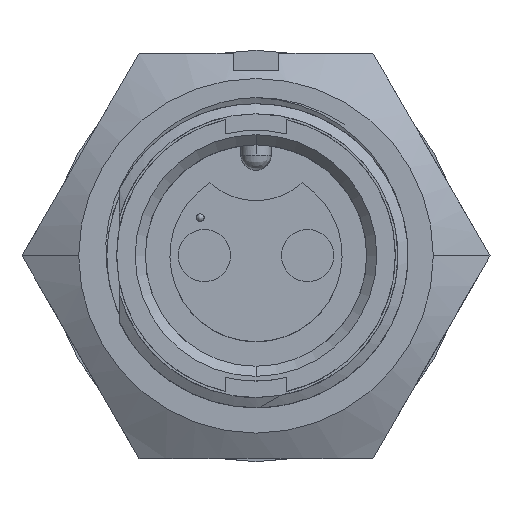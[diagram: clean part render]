
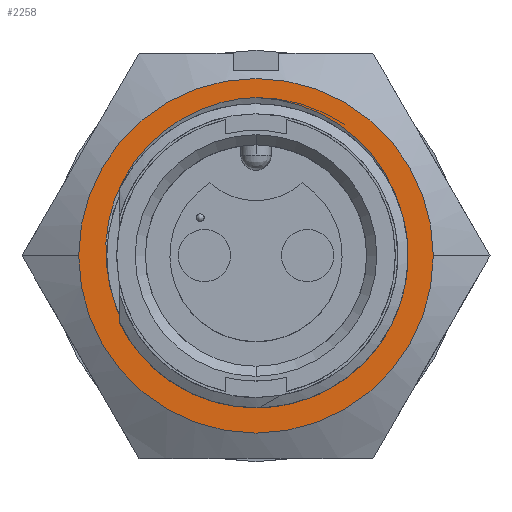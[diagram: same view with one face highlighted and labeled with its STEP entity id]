
A CAD part, top view. The second image highlights one B-rep face of the part: STEP entity #2258.
In plain terms, the highlighted planar face has unit normal (0, 0, 1).
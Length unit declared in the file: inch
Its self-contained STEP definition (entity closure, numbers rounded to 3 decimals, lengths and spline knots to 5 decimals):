
#36 = VERTEX_POINT ( 'NONE', #610 ) ;
#110 = CARTESIAN_POINT ( 'NONE',  ( -0.28876, -0.05788, -0.319 ) ) ;
#164 = CARTESIAN_POINT ( 'NONE',  ( 0., 0.3125, -0.319 ) ) ;
#211 = CARTESIAN_POINT ( 'NONE',  ( 0.35, 0., -0.319 ) ) ;
#326 = VERTEX_POINT ( 'NONE', #110 ) ;
#420 = VERTEX_POINT ( 'NONE', #164 ) ;
#533 = CARTESIAN_POINT ( 'NONE',  ( -0.35, 0., -0.319 ) ) ;
#561 = VERTEX_POINT ( 'NONE', #533 ) ;
#610 = CARTESIAN_POINT ( 'NONE',  ( 0.28876, -0.05788, -0.319 ) ) ;
#651 = VERTEX_POINT ( 'NONE', #211 ) ;
#1050 = ORIENTED_EDGE ( 'NONE', *, *, #2603, .T. ) ;
#1244 = ORIENTED_EDGE ( 'NONE', *, *, #2725, .F. ) ;
#1288 = ORIENTED_EDGE ( 'NONE', *, *, #2230, .F. ) ;
#1300 = ORIENTED_EDGE ( 'NONE', *, *, #2451, .T. ) ;
#1309 = ORIENTED_EDGE ( 'NONE', *, *, #2772, .F. ) ;
#1642 = EDGE_LOOP ( 'NONE', ( #1244, #1309 ) ) ;
#1681 = EDGE_LOOP ( 'NONE', ( #1050, #1288, #1300 ) ) ;
#1926 = B_SPLINE_CURVE_WITH_KNOTS ( 'NONE', 3,
 ( #10481, #10482, #10483, #10484, #10485, #10486, #10487, #10488, #10489, #10490, #10491, #10492, #10493, #10494, #10495, #10496, #10497, #10498, #10499, #10500, #10501, #10502, #10503, #10504 ),
 .UNSPECIFIED., .F., .F.,
 ( 4, 2, 2, 2, 2, 2, 2, 2, 2, 2, 2, 4 ),
 ( 0., 0.00086, 0.00171, 0.00343, 0.00514, 0.00686, 0.00857, 0.00943, 0.01029, 0.01115, 0.012, 0.01372 ),
 .UNSPECIFIED. ) ;
#1977 = B_SPLINE_CURVE_WITH_KNOTS ( 'NONE', 3,
 ( #7640, #7641, #7642, #7643, #7644, #7645, #7646, #7647, #7648, #7649, #7650, #7651, #7652, #7653, #7654, #7655, #7656, #7657, #7658, #7659 ),
 .UNSPECIFIED., .F., .F.,
 ( 4, 2, 2, 2, 2, 2, 2, 2, 2, 4 ),
 ( 0., 0.00086, 0.00171, 0.00343, 0.00514, 0.00686, 0.00857, 0.01029, 0.012, 0.01372 ),
 .UNSPECIFIED. ) ;
#2230 = EDGE_CURVE ( 'NONE', #326, #36, #2673, .T. ) ;
#2258 = ADVANCED_FACE ( 'NONE', ( #3635, #3641 ), #6205, .F. ) ;
#2451 = EDGE_CURVE ( 'NONE', #326, #420, #1977, .T. ) ;
#2603 = EDGE_CURVE ( 'NONE', #420, #36, #1926, .T. ) ;
#2673 = CIRCLE ( 'NONE', #3051, 0.2945 ) ;
#2725 = EDGE_CURVE ( 'NONE', #561, #651, #10345, .T. ) ;
#2772 = EDGE_CURVE ( 'NONE', #651, #561, #10319, .T. ) ;
#3051 = AXIS2_PLACEMENT_3D ( 'NONE', #8256, #8255, #8252 ) ;
#3269 = CARTESIAN_POINT ( 'NONE',  ( 0., 0., -0.319 ) ) ;
#3271 = DIRECTION ( 'NONE',  ( 0., 0., -1. ) ) ;
#3272 = DIRECTION ( 'NONE',  ( -1., 0., 0. ) ) ;
#3538 = CARTESIAN_POINT ( 'NONE',  ( 0., 0., -0.319 ) ) ;
#3539 = DIRECTION ( 'NONE',  ( 0., 0., -1. ) ) ;
#3541 = DIRECTION ( 'NONE',  ( -1., 0., 0. ) ) ;
#3635 = FACE_OUTER_BOUND ( 'NONE', #1642, .T. ) ;
#3641 = FACE_BOUND ( 'NONE', #1681, .T. ) ;
#3654 = AXIS2_PLACEMENT_3D ( 'NONE', #6006, #6051, #6307 ) ;
#6006 = CARTESIAN_POINT ( 'NONE',  ( -0.23094, -0.4, -0.319 ) ) ;
#6051 = DIRECTION ( 'NONE',  ( 0., 0., -1. ) ) ;
#6205 = PLANE ( 'NONE',  #3654 ) ;
#6307 = DIRECTION ( 'NONE',  ( -1., 0., 0. ) ) ;
#7640 = CARTESIAN_POINT ( 'NONE',  ( -0.28876, -0.05788, -0.319 ) ) ;
#7641 = CARTESIAN_POINT ( 'NONE',  ( -0.29136, -0.0469, -0.319 ) ) ;
#7642 = CARTESIAN_POINT ( 'NONE',  ( -0.29332, -0.03581, -0.319 ) ) ;
#7643 = CARTESIAN_POINT ( 'NONE',  ( -0.29595, -0.01345, -0.319 ) ) ;
#7644 = CARTESIAN_POINT ( 'NONE',  ( -0.29661, -0.00217, -0.319 ) ) ;
#7645 = CARTESIAN_POINT ( 'NONE',  ( -0.29669, 0.03139, -0.319 ) ) ;
#7646 = CARTESIAN_POINT ( 'NONE',  ( -0.29428, 0.05361, -0.319 ) ) ;
#7647 = CARTESIAN_POINT ( 'NONE',  ( -0.28439, 0.09763, -0.319 ) ) ;
#7648 = CARTESIAN_POINT ( 'NONE',  ( -0.27709, 0.11868, -0.319 ) ) ;
#7649 = CARTESIAN_POINT ( 'NONE',  ( -0.25794, 0.15893, -0.319 ) ) ;
#7650 = CARTESIAN_POINT ( 'NONE',  ( -0.24592, 0.17827, -0.319 ) ) ;
#7651 = CARTESIAN_POINT ( 'NONE',  ( -0.21833, 0.21326, -0.319 ) ) ;
#7652 = CARTESIAN_POINT ( 'NONE',  ( -0.20268, 0.22913, -0.319 ) ) ;
#7653 = CARTESIAN_POINT ( 'NONE',  ( -0.16771, 0.25762, -0.319 ) ) ;
#7654 = CARTESIAN_POINT ( 'NONE',  ( -0.14898, 0.26972, -0.319 ) ) ;
#7655 = CARTESIAN_POINT ( 'NONE',  ( -0.10919, 0.28975, -0.319 ) ) ;
#7656 = CARTESIAN_POINT ( 'NONE',  ( -0.08787, 0.29771, -0.319 ) ) ;
#7657 = CARTESIAN_POINT ( 'NONE',  ( -0.04463, 0.30867, -0.319 ) ) ;
#7658 = CARTESIAN_POINT ( 'NONE',  ( -0.02255, 0.3118, -0.319 ) ) ;
#7659 = CARTESIAN_POINT ( 'NONE',  ( 0., 0.3125, -0.319 ) ) ;
#8252 = DIRECTION ( 'NONE',  ( 1., 0., 0. ) ) ;
#8255 = DIRECTION ( 'NONE',  ( 0., 0., 1. ) ) ;
#8256 = CARTESIAN_POINT ( 'NONE',  ( 0., 0., -0.319 ) ) ;
#10319 = CIRCLE ( 'NONE', #11426, 0.35 ) ;
#10345 = CIRCLE ( 'NONE', #11434, 0.35 ) ;
#10481 = CARTESIAN_POINT ( 'NONE',  ( 0., 0.3125, -0.319 ) ) ;
#10482 = CARTESIAN_POINT ( 'NONE',  ( 0.01128, 0.31215, -0.319 ) ) ;
#10483 = CARTESIAN_POINT ( 'NONE',  ( 0.02249, 0.31119, -0.319 ) ) ;
#10484 = CARTESIAN_POINT ( 'NONE',  ( 0.04479, 0.30803, -0.319 ) ) ;
#10485 = CARTESIAN_POINT ( 'NONE',  ( 0.05587, 0.30584, -0.319 ) ) ;
#10486 = CARTESIAN_POINT ( 'NONE',  ( 0.0884, 0.29754, -0.319 ) ) ;
#10487 = CARTESIAN_POINT ( 'NONE',  ( 0.10934, 0.2897, -0.319 ) ) ;
#10488 = CARTESIAN_POINT ( 'NONE',  ( 0.14961, 0.26937, -0.319 ) ) ;
#10489 = CARTESIAN_POINT ( 'NONE',  ( 0.16827, 0.2572, -0.319 ) ) ;
#10490 = CARTESIAN_POINT ( 'NONE',  ( 0.20277, 0.22902, -0.319 ) ) ;
#10491 = CARTESIAN_POINT ( 'NONE',  ( 0.21875, 0.2128, -0.319 ) ) ;
#10492 = CARTESIAN_POINT ( 'NONE',  ( 0.24628, 0.17775, -0.319 ) ) ;
#10493 = CARTESIAN_POINT ( 'NONE',  ( 0.25801, 0.15885, -0.319 ) ) ;
#10494 = CARTESIAN_POINT ( 'NONE',  ( 0.27247, 0.12837, -0.319 ) ) ;
#10495 = CARTESIAN_POINT ( 'NONE',  ( 0.27672, 0.11792, -0.319 ) ) ;
#10496 = CARTESIAN_POINT ( 'NONE',  ( 0.28397, 0.09682, -0.319 ) ) ;
#10497 = CARTESIAN_POINT ( 'NONE',  ( 0.28699, 0.08612, -0.319 ) ) ;
#10498 = CARTESIAN_POINT ( 'NONE',  ( 0.29184, 0.06439, -0.319 ) ) ;
#10499 = CARTESIAN_POINT ( 'NONE',  ( 0.29367, 0.05338, -0.319 ) ) ;
#10500 = CARTESIAN_POINT ( 'NONE',  ( 0.2961, 0.03103, -0.319 ) ) ;
#10501 = CARTESIAN_POINT ( 'NONE',  ( 0.29668, 0.01975, -0.319 ) ) ;
#10502 = CARTESIAN_POINT ( 'NONE',  ( 0.29655, -0.01376, -0.319 ) ) ;
#10503 = CARTESIAN_POINT ( 'NONE',  ( 0.29396, -0.03591, -0.319 ) ) ;
#10504 = CARTESIAN_POINT ( 'NONE',  ( 0.28876, -0.05788, -0.319 ) ) ;
#11426 = AXIS2_PLACEMENT_3D ( 'NONE', #3538, #3539, #3541 ) ;
#11434 = AXIS2_PLACEMENT_3D ( 'NONE', #3269, #3271, #3272 ) ;
